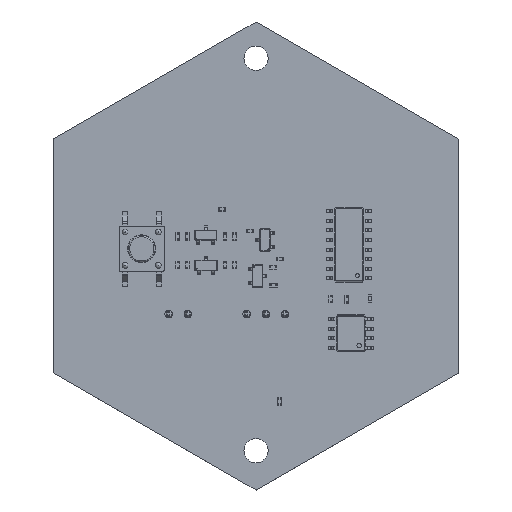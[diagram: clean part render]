
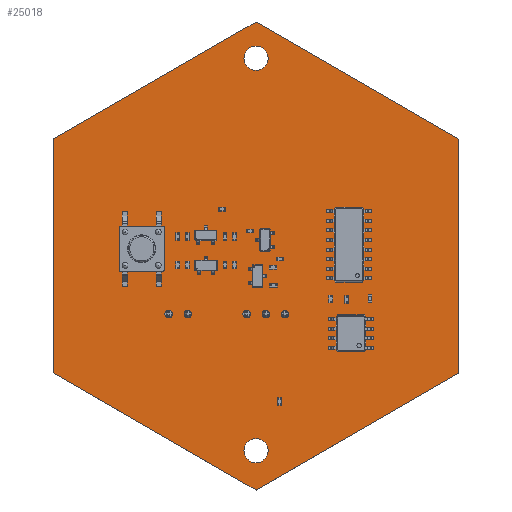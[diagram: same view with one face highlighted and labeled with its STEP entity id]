
A CAD part, top view. The second image highlights one B-rep face of the part: STEP entity #25018.
In plain terms, the highlighted planar face has unit normal (0, 0, 1).
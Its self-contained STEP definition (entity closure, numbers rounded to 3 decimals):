
#24813 = VERTEX_POINT('',#24814);
#24814 = CARTESIAN_POINT('',(26.851,15.497,1.51));
#24820 = EDGE_CURVE('',#24813,#24821,#24823,.T.);
#24821 = VERTEX_POINT('',#24822);
#24822 = CARTESIAN_POINT('',(26.842,-15.512,1.51));
#24823 = LINE('',#24824,#24825);
#24824 = CARTESIAN_POINT('',(26.851,15.497,1.51));
#24825 = VECTOR('',#24826,1.);
#24826 = DIRECTION('',(0.,-1.,0.));
#24853 = VERTEX_POINT('',#24854);
#24854 = CARTESIAN_POINT('',(0.002,31.,1.51));
#24860 = EDGE_CURVE('',#24853,#24813,#24861,.T.);
#24861 = LINE('',#24862,#24863);
#24862 = CARTESIAN_POINT('',(0.002,31.,1.51));
#24863 = VECTOR('',#24864,1.);
#24864 = DIRECTION('',(0.866,-0.5,0.));
#24882 = EDGE_CURVE('',#24821,#24883,#24885,.T.);
#24883 = VERTEX_POINT('',#24884);
#24884 = CARTESIAN_POINT('',(0.002,-31.,1.51));
#24885 = LINE('',#24886,#24887);
#24886 = CARTESIAN_POINT('',(26.842,-15.512,1.51));
#24887 = VECTOR('',#24888,1.);
#24888 = DIRECTION('',(-0.866,-0.5,0.));
#25018 = ADVANCED_FACE('',(#25019,#25046,#25057,#25068,#25079,#25090,
    #25101,#25112),#25123,.T.);
#25019 = FACE_BOUND('',#25020,.T.);
#25020 = EDGE_LOOP('',(#25021,#25022,#25023,#25031,#25039,#25045));
#25021 = ORIENTED_EDGE('',*,*,#24820,.F.);
#25022 = ORIENTED_EDGE('',*,*,#24860,.F.);
#25023 = ORIENTED_EDGE('',*,*,#25024,.F.);
#25024 = EDGE_CURVE('',#25025,#24853,#25027,.T.);
#25025 = VERTEX_POINT('',#25026);
#25026 = CARTESIAN_POINT('',(-26.834,15.518,1.51));
#25027 = LINE('',#25028,#25029);
#25028 = CARTESIAN_POINT('',(-26.834,15.518,1.51));
#25029 = VECTOR('',#25030,1.);
#25030 = DIRECTION('',(0.866,0.5,0.));
#25031 = ORIENTED_EDGE('',*,*,#25032,.F.);
#25032 = EDGE_CURVE('',#25033,#25025,#25035,.T.);
#25033 = VERTEX_POINT('',#25034);
#25034 = CARTESIAN_POINT('',(-26.851,-15.488,1.51));
#25035 = LINE('',#25036,#25037);
#25036 = CARTESIAN_POINT('',(-26.851,-15.488,1.51));
#25037 = VECTOR('',#25038,1.);
#25038 = DIRECTION('',(0.001,1.,0.));
#25039 = ORIENTED_EDGE('',*,*,#25040,.F.);
#25040 = EDGE_CURVE('',#24883,#25033,#25041,.T.);
#25041 = LINE('',#25042,#25043);
#25042 = CARTESIAN_POINT('',(0.002,-31.,1.51));
#25043 = VECTOR('',#25044,1.);
#25044 = DIRECTION('',(-0.866,0.5,0.));
#25045 = ORIENTED_EDGE('',*,*,#24882,.F.);
#25046 = FACE_BOUND('',#25047,.T.);
#25047 = EDGE_LOOP('',(#25048));
#25048 = ORIENTED_EDGE('',*,*,#25049,.T.);
#25049 = EDGE_CURVE('',#25050,#25050,#25052,.T.);
#25050 = VERTEX_POINT('',#25051);
#25051 = CARTESIAN_POINT('',(-11.573,-8.2,1.51));
#25052 = CIRCLE('',#25053,0.5);
#25053 = AXIS2_PLACEMENT_3D('',#25054,#25055,#25056);
#25054 = CARTESIAN_POINT('',(-11.573,-7.7,1.51));
#25055 = DIRECTION('',(-0.,0.,-1.));
#25056 = DIRECTION('',(-0.,-1.,0.));
#25057 = FACE_BOUND('',#25058,.T.);
#25058 = EDGE_LOOP('',(#25059));
#25059 = ORIENTED_EDGE('',*,*,#25060,.T.);
#25060 = EDGE_CURVE('',#25061,#25061,#25063,.T.);
#25061 = VERTEX_POINT('',#25062);
#25062 = CARTESIAN_POINT('',(-9.033,-8.2,1.51));
#25063 = CIRCLE('',#25064,0.5);
#25064 = AXIS2_PLACEMENT_3D('',#25065,#25066,#25067);
#25065 = CARTESIAN_POINT('',(-9.033,-7.7,1.51));
#25066 = DIRECTION('',(-0.,0.,-1.));
#25067 = DIRECTION('',(-0.,-1.,0.));
#25068 = FACE_BOUND('',#25069,.T.);
#25069 = EDGE_LOOP('',(#25070));
#25070 = ORIENTED_EDGE('',*,*,#25071,.T.);
#25071 = EDGE_CURVE('',#25072,#25072,#25074,.T.);
#25072 = VERTEX_POINT('',#25073);
#25073 = CARTESIAN_POINT('',(0.002,-27.4,1.51));
#25074 = CIRCLE('',#25075,1.6);
#25075 = AXIS2_PLACEMENT_3D('',#25076,#25077,#25078);
#25076 = CARTESIAN_POINT('',(0.002,-25.8,1.51));
#25077 = DIRECTION('',(-0.,0.,-1.));
#25078 = DIRECTION('',(0.,-1.,0.));
#25079 = FACE_BOUND('',#25080,.T.);
#25080 = EDGE_LOOP('',(#25081));
#25081 = ORIENTED_EDGE('',*,*,#25082,.T.);
#25082 = EDGE_CURVE('',#25083,#25083,#25085,.T.);
#25083 = VERTEX_POINT('',#25084);
#25084 = CARTESIAN_POINT('',(-1.238,-8.207,1.51));
#25085 = CIRCLE('',#25086,0.5);
#25086 = AXIS2_PLACEMENT_3D('',#25087,#25088,#25089);
#25087 = CARTESIAN_POINT('',(-1.238,-7.707,1.51));
#25088 = DIRECTION('',(-0.,0.,-1.));
#25089 = DIRECTION('',(0.,-1.,-0.));
#25090 = FACE_BOUND('',#25091,.T.);
#25091 = EDGE_LOOP('',(#25092));
#25092 = ORIENTED_EDGE('',*,*,#25093,.T.);
#25093 = EDGE_CURVE('',#25094,#25094,#25096,.T.);
#25094 = VERTEX_POINT('',#25095);
#25095 = CARTESIAN_POINT('',(1.302,-8.207,1.51));
#25096 = CIRCLE('',#25097,0.5);
#25097 = AXIS2_PLACEMENT_3D('',#25098,#25099,#25100);
#25098 = CARTESIAN_POINT('',(1.302,-7.707,1.51));
#25099 = DIRECTION('',(-0.,0.,-1.));
#25100 = DIRECTION('',(-0.,-1.,0.));
#25101 = FACE_BOUND('',#25102,.T.);
#25102 = EDGE_LOOP('',(#25103));
#25103 = ORIENTED_EDGE('',*,*,#25104,.T.);
#25104 = EDGE_CURVE('',#25105,#25105,#25107,.T.);
#25105 = VERTEX_POINT('',#25106);
#25106 = CARTESIAN_POINT('',(3.842,-8.207,1.51));
#25107 = CIRCLE('',#25108,0.5);
#25108 = AXIS2_PLACEMENT_3D('',#25109,#25110,#25111);
#25109 = CARTESIAN_POINT('',(3.842,-7.707,1.51));
#25110 = DIRECTION('',(-0.,0.,-1.));
#25111 = DIRECTION('',(0.,-1.,0.));
#25112 = FACE_BOUND('',#25113,.T.);
#25113 = EDGE_LOOP('',(#25114));
#25114 = ORIENTED_EDGE('',*,*,#25115,.T.);
#25115 = EDGE_CURVE('',#25116,#25116,#25118,.T.);
#25116 = VERTEX_POINT('',#25117);
#25117 = CARTESIAN_POINT('',(0.002,24.6,1.51));
#25118 = CIRCLE('',#25119,1.6);
#25119 = AXIS2_PLACEMENT_3D('',#25120,#25121,#25122);
#25120 = CARTESIAN_POINT('',(0.002,26.2,1.51));
#25121 = DIRECTION('',(-0.,0.,-1.));
#25122 = DIRECTION('',(0.,-1.,0.));
#25123 = PLANE('',#25124);
#25124 = AXIS2_PLACEMENT_3D('',#25125,#25126,#25127);
#25125 = CARTESIAN_POINT('',(0.,0.,1.51));
#25126 = DIRECTION('',(0.,0.,1.));
#25127 = DIRECTION('',(1.,0.,-0.));
